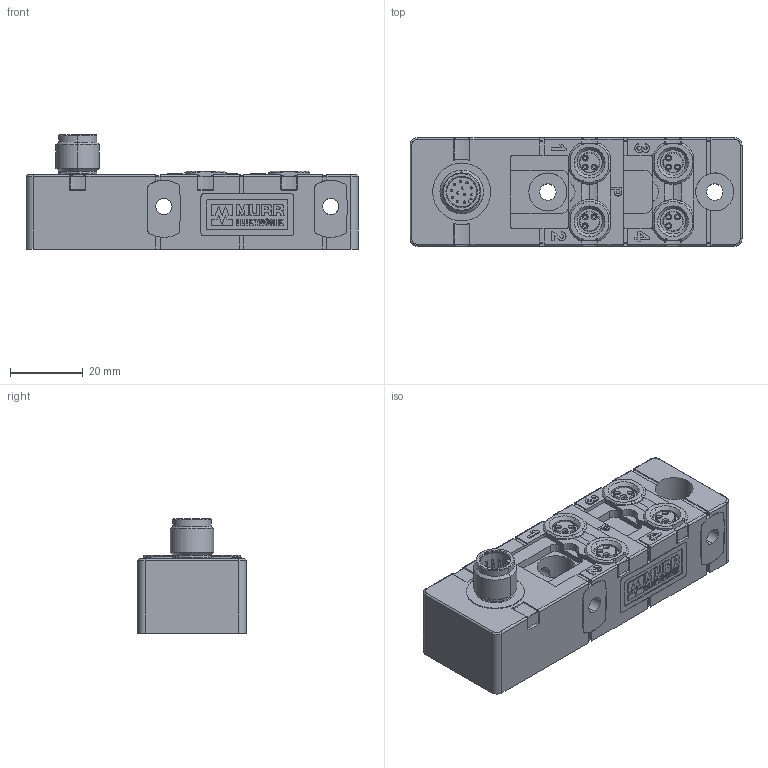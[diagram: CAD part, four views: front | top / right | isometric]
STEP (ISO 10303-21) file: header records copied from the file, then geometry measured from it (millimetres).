
FILE_DESCRIPTION (( 'STEP AP203' ), '1' );
FILE_NAME ('8000-84060-0000000.step', '2020-08-19T12:56:14', ( '' ), ( '' ), 'SwSTEP 2.0', 'SolidWorks 2019', '' );
FILE_SCHEMA (( 'CONFIG_CONTROL_DESIGN' ));
Length unit declared in the file: inch
Products named in the file (1): 8000-84060-0000000
Bounding box: 91.5 x 30 x 31.5 mm (x, y, z)
Volume: 52441.4 mm3; surface area: 13420.7 mm2
Topology: 1 solids, 2 shells, 1064 faces, 2843 edges, 1840 vertices
Faces by surface type: plane 568, cylinder 308, cone 86, bspline 74, torus 28
Entity records: 34055 total; most frequent: CARTESIAN_POINT 7655, ORIENTED_EDGE 5622, DIRECTION 5318, EDGE_CURVE 2811, VERTEX_POINT 1832, VECTOR 1804, LINE 1804, AXIS2_PLACEMENT_3D 1757
